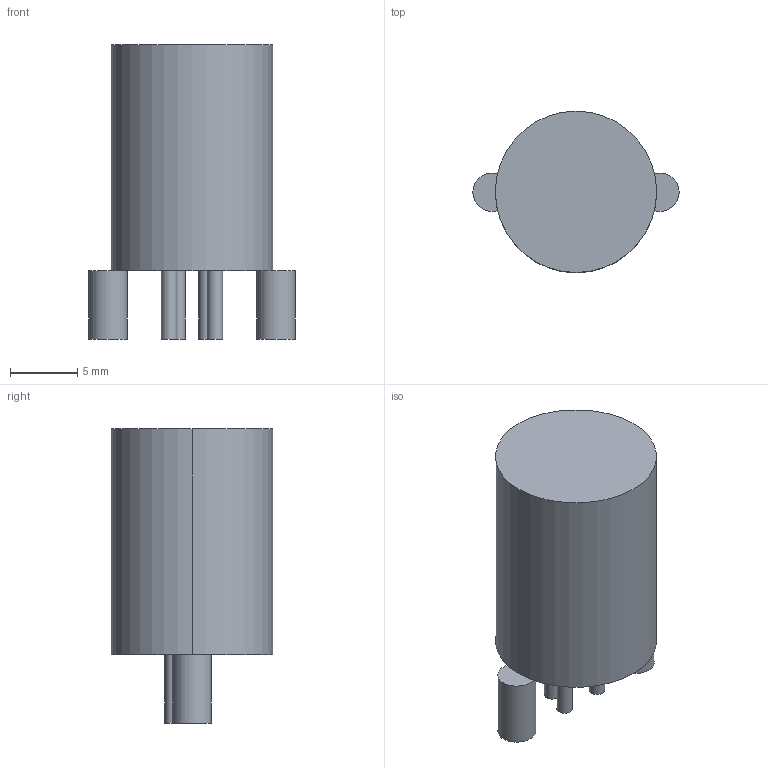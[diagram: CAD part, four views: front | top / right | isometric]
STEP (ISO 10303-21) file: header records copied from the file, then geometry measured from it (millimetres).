
FILE_DESCRIPTION(('FreeCAD Model'),'2;1');
FILE_NAME('1284119.1.1.stp','2020-04-10T02:38:44',( 'Author'),(''),'Open CASCADE STEP processor 6.9','FreeCAD','Unknown' );
FILE_SCHEMA(('AUTOMOTIVE_DESIGN { 1 0 10303 214 1 1 1 1 }'));
Length unit declared in the file: millimetre
Products named in the file (3): ASSEMBLY; Body; Leads
Assembly tree (7 placements, depth 2):
  ASSEMBLY
    Body
    Leads  x6
Bounding box: 15.35 x 12 x 21.9 mm (x, y, z)
Volume: 2417.6 mm3; surface area: 2052.7 mm2
Topology: 37 solids, 38 shells, 113 faces, 114 edges, 76 vertices
Faces by surface type: plane 75, cylinder 38
Full cylindrical faces by diameter (mm): 1.15 x24, 2.85 x12
Entity records: 927 total; most frequent: DIRECTION 156, CARTESIAN_POINT 125, ORIENTED_EDGE 54, PCURVE 52, DEFINITIONAL_REPRESENTATION 52, AXIS2_PLACEMENT_3D 47, LINE 46, VECTOR 46
